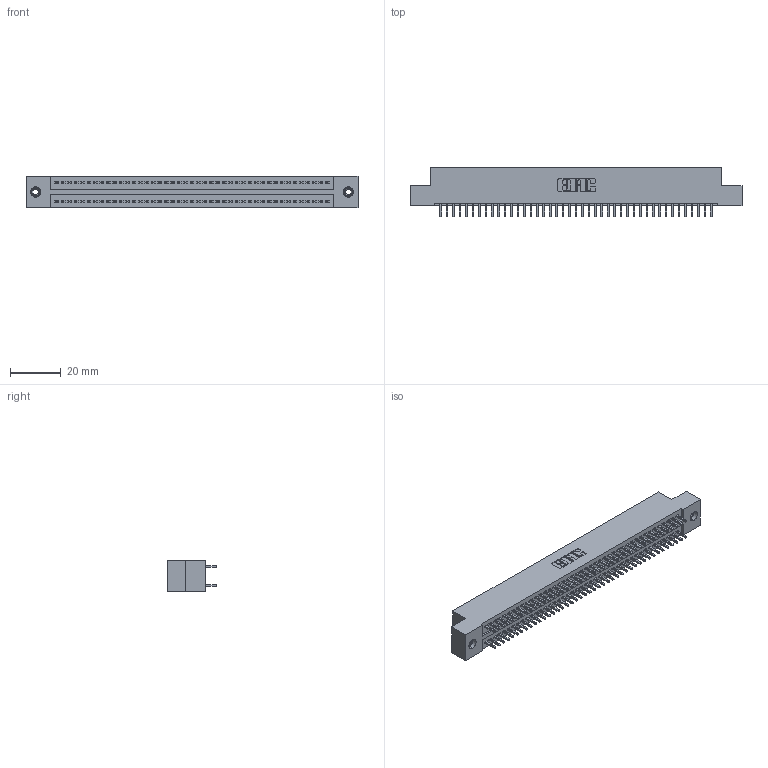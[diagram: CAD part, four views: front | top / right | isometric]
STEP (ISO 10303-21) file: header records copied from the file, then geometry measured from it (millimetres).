
FILE_DESCRIPTION (( 'STEP AP203' ), '1' );
FILE_NAME ('325-086-520-208.STEP', '2020-02-25T05:14:55', ( '' ), ( '' ), 'SwSTEP 2.0', 'SolidWorks 2016', '' );
FILE_SCHEMA (( 'CONFIG_CONTROL_DESIGN' ));
Length unit declared in the file: inch
Products named in the file (4): 325-086-520-208; 345-250-001_345-250-003-102; 325 Part_TI; 325-292-001_325-293-120
Assembly tree (89 placements, depth 2):
  325-086-520-208
    325 Part_TI
    325-292-001_325-293-120  x86
    345-250-001_345-250-003-102  x2
Bounding box: 130.94 x 19.68 x 12.45 mm (x, y, z)
Volume: 16893 mm3; surface area: 20310.3 mm2
Topology: 89 solids, 89 shells, 4646 faces, 13777 edges, 9062 vertices
Faces by surface type: plane 3198, cylinder 1432, cone 12, torus 4
Entity records: 28738 total; most frequent: CARTESIAN_POINT 4745, ORIENTED_EDGE 4674, DIRECTION 4083, EDGE_CURVE 2337, VECTOR 2189, LINE 2189, VERTEX_POINT 1552, AXIS2_PLACEMENT_3D 947
